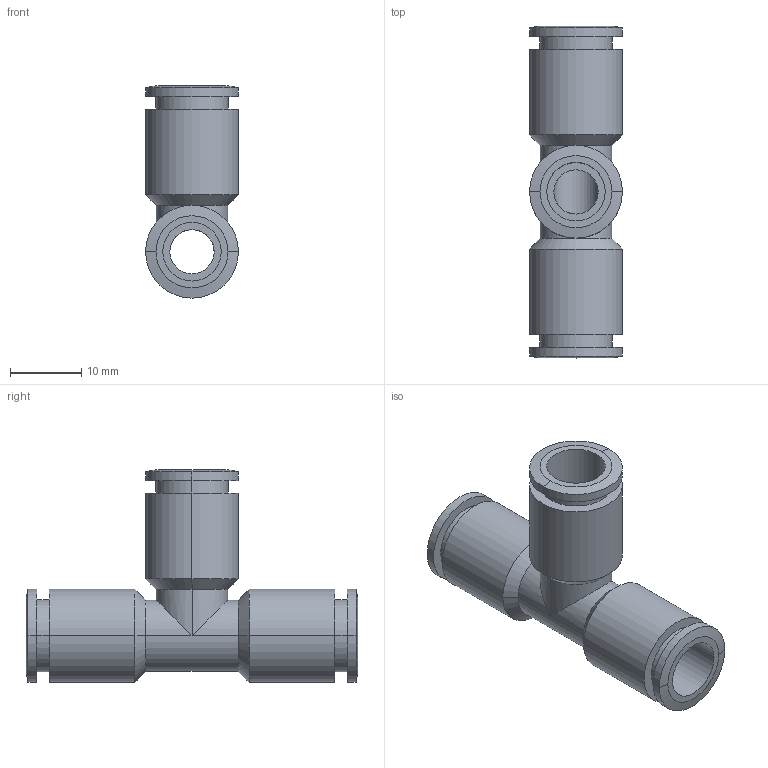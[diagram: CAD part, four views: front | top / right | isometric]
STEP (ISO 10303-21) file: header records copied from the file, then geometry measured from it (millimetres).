
FILE_DESCRIPTION((''),'2;1');
FILE_NAME('050800.stp','2003-05-26T16:47:24',('maffial1'),(''),'Autodesk Inventor (R) 6.0','Autodesk Inventor (R) 6.0','');
FILE_SCHEMA(('AUTOMOTIVE_DESIGN { 1 0 10303 214 1 1 1 1 }'));
Length unit declared in the file: millimetre
Products named in the file (1): 050800
Bounding box: 13 x 46.5 x 29.75 mm (x, y, z)
Volume: 4145.1 mm3; surface area: 4692.5 mm2
Topology: 1 solids, 1 shells, 58 faces, 120 edges, 72 vertices
Faces by surface type: cylinder 28, cone 12, bspline 9, plane 9
Entity records: 1653 total; most frequent: CARTESIAN_POINT 362, DIRECTION 292, ORIENTED_EDGE 240, AXIS2_PLACEMENT_3D 122, EDGE_CURVE 120, VERTEX_POINT 72, EDGE_LOOP 70, CIRCLE 68
